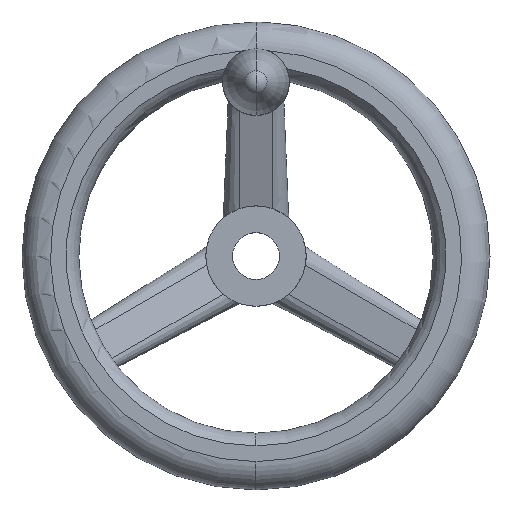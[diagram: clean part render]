
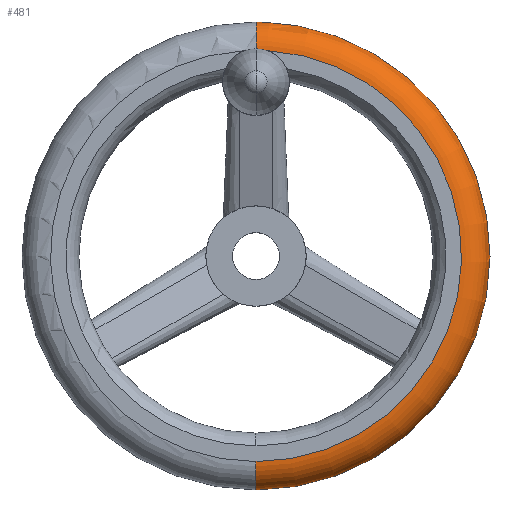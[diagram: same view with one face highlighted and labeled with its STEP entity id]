
A CAD part, top view. The second image highlights one B-rep face of the part: STEP entity #481.
In plain terms, the highlighted toroidal (fillet/blend) face has major radius 61.5 mm and minor radius 8.5 mm.
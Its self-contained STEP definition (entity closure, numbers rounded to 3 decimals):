
#261=EDGE_CURVE('',#539,#275,#740,.T.);
#275=VERTEX_POINT('',#756);
#281=EDGE_CURVE('',#293,#377,#762,.T.);
#293=VERTEX_POINT('',#775);
#377=VERTEX_POINT('',#867);
#481=ADVANCED_FACE('',(#979),#980,.T.);
#513=EDGE_CURVE('',#275,#593,#1019,.T.);
#539=VERTEX_POINT('',#1049);
#593=VERTEX_POINT('',#1107);
#613=EDGE_CURVE('',#377,#539,#1128,.T.);
#689=EDGE_CURVE('',#593,#293,#1216,.T.);
#740=CIRCLE('',#1264,61.5);
#756=CARTESIAN_POINT('',(3.394,61.406,39.));
#762=CIRCLE('',#1291,70.0);
#775=CARTESIAN_POINT('',(0.,-70.0,30.5));
#867=CARTESIAN_POINT('',(0.,70.0,30.5));
#979=FACE_OUTER_BOUND('',#1783,.T.);
#980=TOROIDAL_SURFACE('',#1784,61.5,8.5);
#1019=CIRCLE('',#1854,61.5);
#1049=CARTESIAN_POINT('',(0.,61.5,39.0));
#1107=CARTESIAN_POINT('',(0.,-61.5,39.0));
#1128=CIRCLE('',#2103,8.5);
#1216=CIRCLE('',#2290,8.5);
#1264=AXIS2_PLACEMENT_3D('',#2366,#2367,#2368);
#1291=AXIS2_PLACEMENT_3D('',#2396,#2397,#2398);
#1783=EDGE_LOOP('',(#2629,#2630,#2631,#2632,#2633));
#1784=AXIS2_PLACEMENT_3D('',#2634,#2635,#2636);
#1854=AXIS2_PLACEMENT_3D('',#2706,#2707,#2708);
#2103=AXIS2_PLACEMENT_3D('',#2827,#2828,#2829);
#2290=AXIS2_PLACEMENT_3D('',#2946,#2947,#2948);
#2366=CARTESIAN_POINT('',(0.,0.,39.0));
#2367=DIRECTION('',(0.,0.,-1.0));
#2368=DIRECTION('',(0.,1.0,0.));
#2396=CARTESIAN_POINT('',(0.,0.,30.5));
#2397=DIRECTION('',(0.,0.,1.0));
#2398=DIRECTION('',(1.0,0.0,0.));
#2629=ORIENTED_EDGE('',*,*,#281,.T.);
#2630=ORIENTED_EDGE('',*,*,#613,.T.);
#2631=ORIENTED_EDGE('',*,*,#261,.T.);
#2632=ORIENTED_EDGE('',*,*,#513,.T.);
#2633=ORIENTED_EDGE('',*,*,#689,.T.);
#2634=CARTESIAN_POINT('',(0.,0.,30.5));
#2635=DIRECTION('',(0.,0.,1.0));
#2636=DIRECTION('',(0.,1.0,0.0));
#2706=CARTESIAN_POINT('',(0.,0.,39.0));
#2707=DIRECTION('',(0.,0.,-1.0));
#2708=DIRECTION('',(0.,1.0,0.));
#2827=CARTESIAN_POINT('',(0.,61.5,30.5));
#2828=DIRECTION('',(1.0,0.,0.));
#2829=DIRECTION('',(0.,1.0,0.));
#2946=CARTESIAN_POINT('',(0.,-61.5,30.5));
#2947=DIRECTION('',(1.0,0.,0.));
#2948=DIRECTION('',(0.,-1.0,0.));
